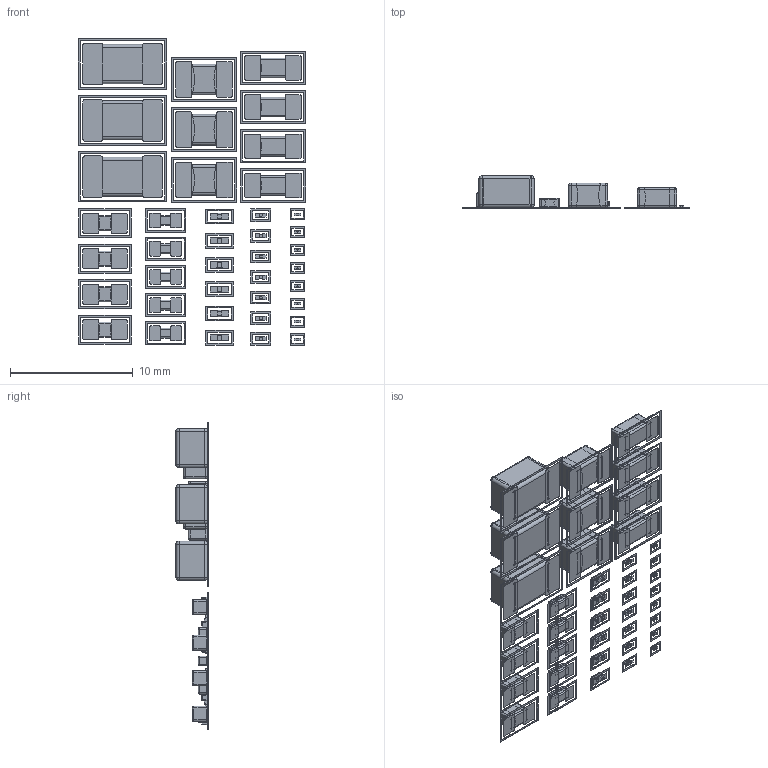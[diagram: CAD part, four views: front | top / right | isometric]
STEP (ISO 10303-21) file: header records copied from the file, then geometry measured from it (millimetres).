
FILE_DESCRIPTION (( 'STEP AP214' ), '1' );
FILE_NAME ('Capacitance Assembly.STEP', '2022-03-01T03:57:03', ( '' ), ( '' ), 'SwSTEP 2.0', 'SolidWorks 2020', '' );
FILE_SCHEMA (( 'AUTOMOTIVE_DESIGN' ));
Length unit declared in the file: millimetre
Products named in the file (9): C0805; C1206; C0603; C0402; C1812; C1210; C0201; Capacitance Assembly; C01005
Assembly tree (40 placements, depth 2):
  Capacitance Assembly
    C01005  x8
    C0201  x7
    C0402  x6
    C0603  x5
    C0805  x4
    C1206  x4
    C1210  x3
    C1812  x3
Bounding box: 18.55 x 2.62 x 25 mm (x, y, z)
Volume: 212.8 mm3; surface area: 1101.9 mm2
Topology: 240 solids, 240 shells, 3896 faces, 9432 edges, 5504 vertices
Faces by surface type: cylinder 1796, plane 1440, bspline 340, sphere 288, torus 32
Entity records: 34442 total; most frequent: CARTESIAN_POINT 8255, ORIENTED_EDGE 3592, DIRECTION 3278, EDGE_CURVE 1796, AXIS2_PLACEMENT_3D 1239, VERTEX_POINT 1112, UNCERTAINTY_MEASURE_WITH_UNIT 845, SURFACE_STYLE_USAGE 836
